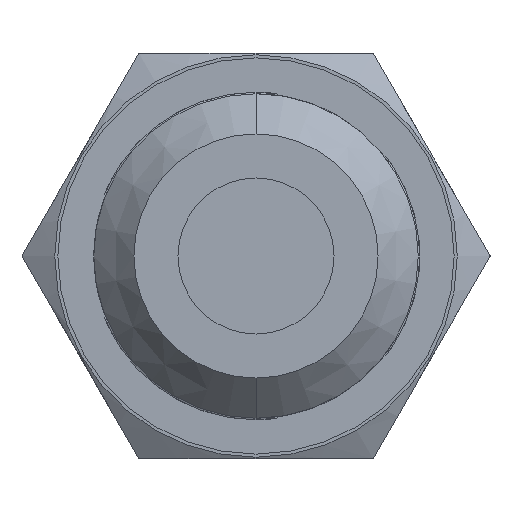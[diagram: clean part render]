
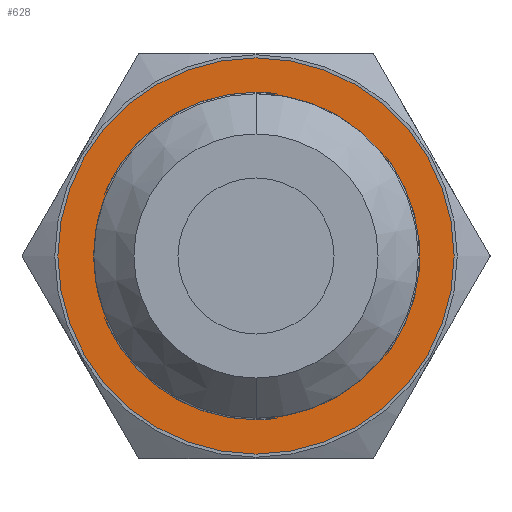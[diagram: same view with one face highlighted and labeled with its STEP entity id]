
A CAD part, front view. The second image highlights one B-rep face of the part: STEP entity #628.
In plain terms, the highlighted planar face has unit normal (0, -1, 0).
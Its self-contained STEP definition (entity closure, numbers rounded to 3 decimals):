
#35 = DIRECTION ( 'NONE',  ( -0.866, 0., 0.5 ) ) ;
#36 = VECTOR ( 'NONE', #35, 1000. ) ;
#48 = CARTESIAN_POINT ( 'NONE',  ( 8.623, 9., -5.991 ) ) ;
#67 = DIRECTION ( 'NONE',  ( 0., -1., 0. ) ) ;
#68 = CARTESIAN_POINT ( 'NONE',  ( 0., 9., 0. ) ) ;
#69 = AXIS2_PLACEMENT_3D ( 'NONE', #68, #67, #77 ) ;
#70 = CIRCLE ( 'NONE', #69, 10.5 ) ;
#77 = DIRECTION ( 'NONE',  ( 0., 0., -1. ) ) ;
#91 = LINE ( 'NONE', #102, #36 ) ;
#102 = CARTESIAN_POINT ( 'NONE',  ( 0.877, 9., 10.463 ) ) ;
#118 = CIRCLE ( 'NONE', #124, 10.5 ) ;
#119 = CARTESIAN_POINT ( 'NONE',  ( 0., 9., 0. ) ) ;
#122 = DIRECTION ( 'NONE',  ( 0., 0., -1. ) ) ;
#123 = DIRECTION ( 'NONE',  ( 0., -1., 0. ) ) ;
#124 = AXIS2_PLACEMENT_3D ( 'NONE', #119, #123, #122 ) ;
#129 = CARTESIAN_POINT ( 'NONE',  ( 0., 9., 0. ) ) ;
#132 = DIRECTION ( 'NONE',  ( 0., 0., -1. ) ) ;
#133 = DIRECTION ( 'NONE',  ( 0., -1., 0. ) ) ;
#136 = AXIS2_PLACEMENT_3D ( 'NONE', #129, #133, #132 ) ;
#137 = CIRCLE ( 'NONE', #136, 10.5 ) ;
#144 = CARTESIAN_POINT ( 'NONE',  ( 8.623, 9., 5.991 ) ) ;
#161 = CARTESIAN_POINT ( 'NONE',  ( 0.877, 9., -10.463 ) ) ;
#166 = LINE ( 'NONE', #168, #167 ) ;
#167 = VECTOR ( 'NONE', #171, 1000. ) ;
#168 = CARTESIAN_POINT ( 'NONE',  ( 0.877, 9., 10.463 ) ) ;
#171 = DIRECTION ( 'NONE',  ( -0.866, 0., 0.5 ) ) ;
#173 = DIRECTION ( 'NONE',  ( 0., 0., -1. ) ) ;
#174 = DIRECTION ( 'NONE',  ( 0., 1., 0. ) ) ;
#176 = CARTESIAN_POINT ( 'NONE',  ( 0.877, 9., 10.463 ) ) ;
#180 = DIRECTION ( 'NONE',  ( 0., 0., -1. ) ) ;
#191 = DIRECTION ( 'NONE',  ( 0.866, 0., 0.5 ) ) ;
#192 = VECTOR ( 'NONE', #191, 1000. ) ;
#193 = CARTESIAN_POINT ( 'NONE',  ( -9.5, 9., -4.472 ) ) ;
#194 = VECTOR ( 'NONE', #180, 1000. ) ;
#201 = LINE ( 'NONE', #193, #194 ) ;
#203 = DIRECTION ( 'NONE',  ( 0., 0., -1. ) ) ;
#204 = CARTESIAN_POINT ( 'NONE',  ( 8.623, 9., -5.991 ) ) ;
#205 = LINE ( 'NONE', #204, #192 ) ;
#207 = CARTESIAN_POINT ( 'NONE',  ( 0., 9., 0. ) ) ;
#212 = AXIS2_PLACEMENT_3D ( 'NONE', #207, #174, #173 ) ;
#213 = CIRCLE ( 'NONE', #212, 10.4 ) ;
#215 = CARTESIAN_POINT ( 'NONE',  ( 8.415, 9., 6.111 ) ) ;
#228 = CARTESIAN_POINT ( 'NONE',  ( 8.415, 9., -6.111 ) ) ;
#234 = DIRECTION ( 'NONE',  ( 0., 1., 0. ) ) ;
#235 = CARTESIAN_POINT ( 'NONE',  ( 0., 9., 0. ) ) ;
#236 = AXIS2_PLACEMENT_3D ( 'NONE', #235, #234, #203 ) ;
#238 = CIRCLE ( 'NONE', #236, 10.4 ) ;
#271 = CARTESIAN_POINT ( 'NONE',  ( 1.085, 9., -10.343 ) ) ;
#309 = CARTESIAN_POINT ( 'NONE',  ( -9.5, 9., -4.232 ) ) ;
#332 = DIRECTION ( 'NONE',  ( 0., 1., 0. ) ) ;
#333 = DIRECTION ( 'NONE',  ( 0., 0., -1. ) ) ;
#334 = AXIS2_PLACEMENT_3D ( 'NONE', #341, #332, #333 ) ;
#340 = CIRCLE ( 'NONE', #334, 10.4 ) ;
#341 = CARTESIAN_POINT ( 'NONE',  ( 0., 9., 0. ) ) ;
#343 = CARTESIAN_POINT ( 'NONE',  ( -9.5, 9., 4.232 ) ) ;
#408 = DIRECTION ( 'NONE',  ( 0., 0., -1. ) ) ;
#409 = DIRECTION ( 'NONE',  ( 0., -1., 0. ) ) ;
#410 = AXIS2_PLACEMENT_3D ( 'NONE', #412, #409, #408 ) ;
#411 = CIRCLE ( 'NONE', #410, 12.7 ) ;
#412 = CARTESIAN_POINT ( 'NONE',  ( 0., 9., 0. ) ) ;
#419 = AXIS2_PLACEMENT_3D ( 'NONE', #428, #423, #422 ) ;
#420 = PLANE ( 'NONE',  #419 ) ;
#421 = LINE ( 'NONE', #432, #431 ) ;
#422 = DIRECTION ( 'NONE',  ( 0., 0., -1. ) ) ;
#423 = DIRECTION ( 'NONE',  ( 0., -1., 0. ) ) ;
#424 = FACE_BOUND ( 'NONE', #627, .T. ) ;
#428 = CARTESIAN_POINT ( 'NONE',  ( 10.5, 9., 0. ) ) ;
#430 = DIRECTION ( 'NONE',  ( 0., 0., -1. ) ) ;
#431 = VECTOR ( 'NONE', #430, 1000. ) ;
#432 = CARTESIAN_POINT ( 'NONE',  ( -9.5, 9., -4.472 ) ) ;
#435 = FACE_OUTER_BOUND ( 'NONE', #625, .T. ) ;
#477 = CARTESIAN_POINT ( 'NONE',  ( 1.085, 9., 10.343 ) ) ;
#553 = VERTEX_POINT ( 'NONE', #48 ) ;
#583 = EDGE_CURVE ( 'NONE', #2612, #622, #70, .T. ) ;
#596 = ORIENTED_EDGE ( 'NONE', *, *, #2622, .F. ) ;
#597 = ORIENTED_EDGE ( 'NONE', *, *, #583, .F. ) ;
#598 = EDGE_CURVE ( 'NONE', #642, #2369, #91, .T. ) ;
#599 = ORIENTED_EDGE ( 'NONE', *, *, #2892, .F. ) ;
#600 = ORIENTED_EDGE ( 'NONE', *, *, #661, .F. ) ;
#601 = ORIENTED_EDGE ( 'NONE', *, *, #612, .F. ) ;
#602 = ORIENTED_EDGE ( 'NONE', *, *, #2374, .T. ) ;
#603 = ORIENTED_EDGE ( 'NONE', *, *, #2390, .T. ) ;
#604 = ORIENTED_EDGE ( 'NONE', *, *, #617, .F. ) ;
#605 = ORIENTED_EDGE ( 'NONE', *, *, #598, .F. ) ;
#606 = ORIENTED_EDGE ( 'NONE', *, *, #652, .F. ) ;
#607 = ORIENTED_EDGE ( 'NONE', *, *, #631, .F. ) ;
#612 = EDGE_CURVE ( 'NONE', #650, #2608, #118, .T. ) ;
#617 = EDGE_CURVE ( 'NONE', #553, #642, #137, .T. ) ;
#622 = VERTEX_POINT ( 'NONE', #161 ) ;
#625 = EDGE_LOOP ( 'NONE', ( #626, #630 ) ) ;
#626 = ORIENTED_EDGE ( 'NONE', *, *, #2588, .T. ) ;
#627 = EDGE_LOOP ( 'NONE', ( #629, #632, #607, #633, #601, #606, #602, #605, #604, #600, #603, #599, #597, #596 ) ) ;
#628 = ADVANCED_FACE ( 'NONE', ( #435, #424 ), #420, .T. ) ;
#629 = ORIENTED_EDGE ( 'NONE', *, *, #658, .F. ) ;
#630 = ORIENTED_EDGE ( 'NONE', *, *, #635, .T. ) ;
#631 = EDGE_CURVE ( 'NONE', #2574, #2432, #421, .T. ) ;
#632 = ORIENTED_EDGE ( 'NONE', *, *, #2428, .T. ) ;
#633 = ORIENTED_EDGE ( 'NONE', *, *, #2596, .F. ) ;
#635 = EDGE_CURVE ( 'NONE', #2568, #2589, #411, .T. ) ;
#642 = VERTEX_POINT ( 'NONE', #144 ) ;
#650 = VERTEX_POINT ( 'NONE', #176 ) ;
#652 = EDGE_CURVE ( 'NONE', #2318, #650, #166, .T. ) ;
#658 = EDGE_CURVE ( 'NONE', #2439, #2597, #201, .T. ) ;
#661 = EDGE_CURVE ( 'NONE', #2385, #553, #205, .T. ) ;
#816 = CARTESIAN_POINT ( 'NONE',  ( 0., 9., 12.7 ) ) ;
#857 = CARTESIAN_POINT ( 'NONE',  ( -9.5, 9., 4.472 ) ) ;
#877 = AXIS2_PLACEMENT_3D ( 'NONE', #910, #931, #930 ) ;
#878 = CARTESIAN_POINT ( 'NONE',  ( -9.5, 9., -4.472 ) ) ;
#881 = CIRCLE ( 'NONE', #877, 10.5 ) ;
#882 = AXIS2_PLACEMENT_3D ( 'NONE', #889, #914, #888 ) ;
#888 = DIRECTION ( 'NONE',  ( 0., 0., -1. ) ) ;
#889 = CARTESIAN_POINT ( 'NONE',  ( 0., 9., 0. ) ) ;
#910 = CARTESIAN_POINT ( 'NONE',  ( 0., 9., 0. ) ) ;
#914 = DIRECTION ( 'NONE',  ( 0., -1., 0. ) ) ;
#921 = CARTESIAN_POINT ( 'NONE',  ( 0., 9., -12.7 ) ) ;
#922 = CIRCLE ( 'NONE', #882, 12.7 ) ;
#930 = DIRECTION ( 'NONE',  ( 0., 0., -1. ) ) ;
#931 = DIRECTION ( 'NONE',  ( 0., -1., 0. ) ) ;
#936 = CARTESIAN_POINT ( 'NONE',  ( 0., 9., 10.5 ) ) ;
#938 = CARTESIAN_POINT ( 'NONE',  ( 0., 9., -10.5 ) ) ;
#954 = CARTESIAN_POINT ( 'NONE',  ( 0., 9., 0. ) ) ;
#959 = DIRECTION ( 'NONE',  ( 0., 0., -1. ) ) ;
#960 = DIRECTION ( 'NONE',  ( 0., -1., 0. ) ) ;
#961 = AXIS2_PLACEMENT_3D ( 'NONE', #954, #960, #959 ) ;
#962 = CIRCLE ( 'NONE', #961, 10.5 ) ;
#1565 = DIRECTION ( 'NONE',  ( 0.866, 0., 0.5 ) ) ;
#1566 = LINE ( 'NONE', #1571, #1570 ) ;
#1570 = VECTOR ( 'NONE', #1565, 1000. ) ;
#1571 = CARTESIAN_POINT ( 'NONE',  ( 8.623, 9., -5.991 ) ) ;
#2318 = VERTEX_POINT ( 'NONE', #477 ) ;
#2369 = VERTEX_POINT ( 'NONE', #215 ) ;
#2374 = EDGE_CURVE ( 'NONE', #2318, #2369, #213, .T. ) ;
#2385 = VERTEX_POINT ( 'NONE', #228 ) ;
#2390 = EDGE_CURVE ( 'NONE', #2385, #2398, #238, .T. ) ;
#2398 = VERTEX_POINT ( 'NONE', #271 ) ;
#2428 = EDGE_CURVE ( 'NONE', #2439, #2432, #340, .T. ) ;
#2432 = VERTEX_POINT ( 'NONE', #343 ) ;
#2439 = VERTEX_POINT ( 'NONE', #309 ) ;
#2568 = VERTEX_POINT ( 'NONE', #816 ) ;
#2574 = VERTEX_POINT ( 'NONE', #857 ) ;
#2588 = EDGE_CURVE ( 'NONE', #2589, #2568, #922, .T. ) ;
#2589 = VERTEX_POINT ( 'NONE', #921 ) ;
#2596 = EDGE_CURVE ( 'NONE', #2608, #2574, #881, .T. ) ;
#2597 = VERTEX_POINT ( 'NONE', #878 ) ;
#2608 = VERTEX_POINT ( 'NONE', #936 ) ;
#2612 = VERTEX_POINT ( 'NONE', #938 ) ;
#2622 = EDGE_CURVE ( 'NONE', #2597, #2612, #962, .T. ) ;
#2892 = EDGE_CURVE ( 'NONE', #622, #2398, #1566, .T. ) ;
